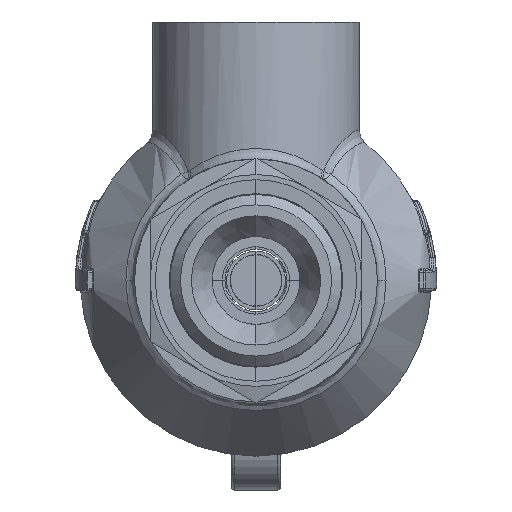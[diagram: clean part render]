
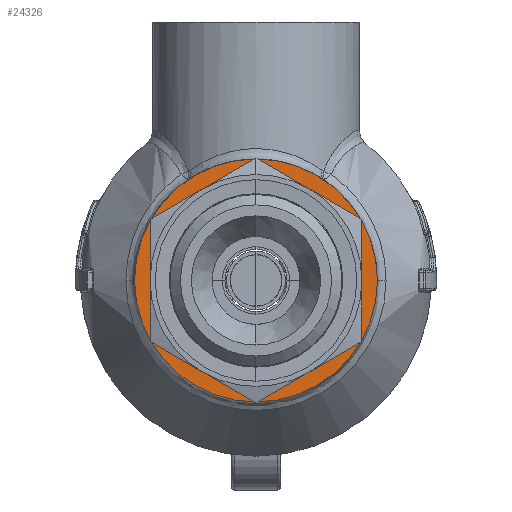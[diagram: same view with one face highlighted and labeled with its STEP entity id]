
A CAD part, front view. The second image highlights one B-rep face of the part: STEP entity #24326.
In plain terms, the highlighted planar face has unit normal (0, -1, 0).
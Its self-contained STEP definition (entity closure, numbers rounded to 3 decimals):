
#954 = FACE_BOUND ( 'NONE', #28127, .T. ) ;
#1412 = PLANE ( 'NONE',  #65865 ) ;
#4411 = CARTESIAN_POINT ( 'NONE',  ( 0., 0., 23.5 ) ) ;
#4643 = DIRECTION ( 'NONE',  ( 0., -1., 0. ) ) ;
#4999 = AXIS2_PLACEMENT_3D ( 'NONE', #30891, #78097, #84522 ) ;
#6774 = EDGE_CURVE ( 'NONE', #85579, #74214, #86499, .T. ) ;
#7692 = CARTESIAN_POINT ( 'NONE',  ( 0., 0., -20.058 ) ) ;
#9817 = CARTESIAN_POINT ( 'NONE',  ( 0., 0., 20.058 ) ) ;
#10132 = EDGE_CURVE ( 'NONE', #74214, #85579, #17604, .T. ) ;
#11534 = DIRECTION ( 'NONE',  ( -1., 0., 0. ) ) ;
#12228 = EDGE_CURVE ( 'NONE', #68438, #48462, #15354, .T. ) ;
#15354 = CIRCLE ( 'NONE', #28611, 23.5 ) ;
#17604 = CIRCLE ( 'NONE', #51968, 20.058 ) ;
#21846 = DIRECTION ( 'NONE',  ( 0., -1., 0. ) ) ;
#23007 = DIRECTION ( 'NONE',  ( 1., 0., 0. ) ) ;
#23629 = DIRECTION ( 'NONE',  ( -1., 0., 0. ) ) ;
#24326 = ADVANCED_FACE ( 'NONE', ( #49962, #954 ), #1412, .T. ) ;
#24797 = CARTESIAN_POINT ( 'NONE',  ( 0., 0., 0. ) ) ;
#28127 = EDGE_LOOP ( 'NONE', ( #49349, #52708 ) ) ;
#28611 = AXIS2_PLACEMENT_3D ( 'NONE', #83634, #63839, #23629 ) ;
#30891 = CARTESIAN_POINT ( 'NONE',  ( 0., 0., 0. ) ) ;
#32328 = CARTESIAN_POINT ( 'NONE',  ( 0., 0., 0. ) ) ;
#33483 = CIRCLE ( 'NONE', #48123, 23.5 ) ;
#34253 = EDGE_CURVE ( 'NONE', #48462, #85905, #51517, .T. ) ;
#34605 = ORIENTED_EDGE ( 'NONE', *, *, #56381, .T. ) ;
#34892 = ORIENTED_EDGE ( 'NONE', *, *, #34253, .T. ) ;
#38965 = DIRECTION ( 'NONE',  ( 0., 1., 0. ) ) ;
#43714 = ORIENTED_EDGE ( 'NONE', *, *, #12228, .T. ) ;
#44323 = CARTESIAN_POINT ( 'NONE',  ( 23.5, 0., 0. ) ) ;
#44671 = CARTESIAN_POINT ( 'NONE',  ( 0., 0., 0. ) ) ;
#46023 = AXIS2_PLACEMENT_3D ( 'NONE', #24797, #4643, #57984 ) ;
#48123 = AXIS2_PLACEMENT_3D ( 'NONE', #44671, #79074, #11534 ) ;
#48462 = VERTEX_POINT ( 'NONE', #44323 ) ;
#49349 = ORIENTED_EDGE ( 'NONE', *, *, #10132, .T. ) ;
#49962 = FACE_OUTER_BOUND ( 'NONE', #80080, .T. ) ;
#51517 = CIRCLE ( 'NONE', #46023, 23.5 ) ;
#51968 = AXIS2_PLACEMENT_3D ( 'NONE', #32328, #38965, #86225 ) ;
#52708 = ORIENTED_EDGE ( 'NONE', *, *, #6774, .T. ) ;
#54714 = CARTESIAN_POINT ( 'NONE',  ( -5., 0., 0. ) ) ;
#56381 = EDGE_CURVE ( 'NONE', #85905, #68438, #33483, .T. ) ;
#57984 = DIRECTION ( 'NONE',  ( -1., 0., 0. ) ) ;
#62496 = CARTESIAN_POINT ( 'NONE',  ( -23.5, 0., 0. ) ) ;
#63839 = DIRECTION ( 'NONE',  ( 0., -1., 0. ) ) ;
#65865 = AXIS2_PLACEMENT_3D ( 'NONE', #54714, #21846, #23007 ) ;
#68438 = VERTEX_POINT ( 'NONE', #62496 ) ;
#74214 = VERTEX_POINT ( 'NONE', #9817 ) ;
#78097 = DIRECTION ( 'NONE',  ( 0., 1., 0. ) ) ;
#79074 = DIRECTION ( 'NONE',  ( 0., -1., 0. ) ) ;
#80080 = EDGE_LOOP ( 'NONE', ( #34605, #43714, #34892 ) ) ;
#83634 = CARTESIAN_POINT ( 'NONE',  ( 0., 0., 0. ) ) ;
#84522 = DIRECTION ( 'NONE',  ( 0., 0., 1. ) ) ;
#85579 = VERTEX_POINT ( 'NONE', #7692 ) ;
#85905 = VERTEX_POINT ( 'NONE', #4411 ) ;
#86225 = DIRECTION ( 'NONE',  ( 0., 0., 1. ) ) ;
#86499 = CIRCLE ( 'NONE', #4999, 20.058 ) ;
